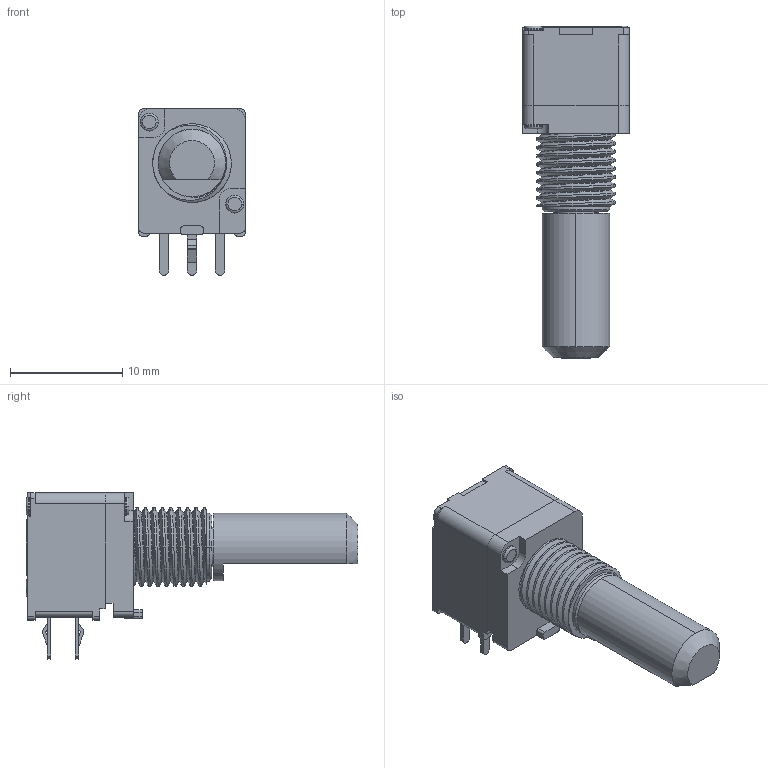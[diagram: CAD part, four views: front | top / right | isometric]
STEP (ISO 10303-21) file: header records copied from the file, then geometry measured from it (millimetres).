
FILE_DESCRIPTION (( 'STEP AP214' ), '1' );
FILE_NAME ('RK09712_0-L20.STEP', '2012-02-25T02:16:59', ( '' ), ( '' ), 'SwSTEP 2.0', 'SolidWorks 2010', '' );
FILE_SCHEMA (( 'AUTOMOTIVE_DESIGN' ));
Length unit declared in the file: millimetre
Products named in the file (1): RK09712_0-L20
Bounding box: 9.5 x 29.55 x 14.85 mm (x, y, z)
Volume: 1509.6 mm3; surface area: 1174.2 mm2
Topology: 1 solids, 1 shells, 222 faces, 587 edges, 383 vertices
Faces by surface type: plane 117, cylinder 82, torus 16, bspline 4, cone 3
Entity records: 11494 total; most frequent: CARTESIAN_POINT 3509, ORIENTED_EDGE 1174, DIRECTION 1142, EDGE_CURVE 587, AXIS2_PLACEMENT_3D 385, VERTEX_POINT 383, VECTOR 372, LINE 372
